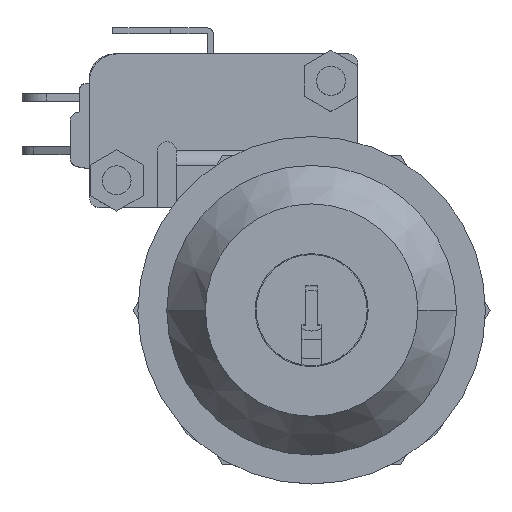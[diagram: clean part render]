
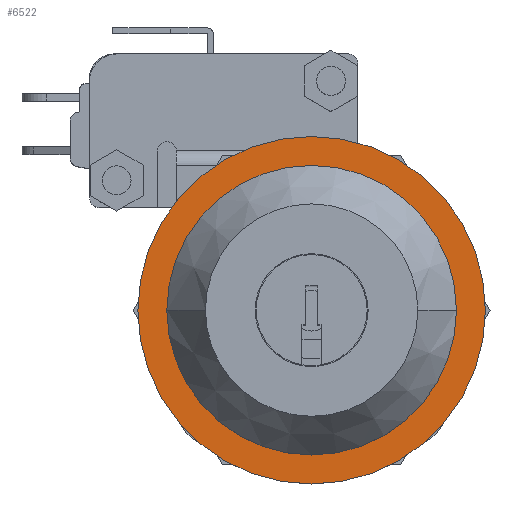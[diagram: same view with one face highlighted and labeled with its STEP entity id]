
A CAD part, top view. The second image highlights one B-rep face of the part: STEP entity #6522.
In plain terms, the highlighted planar face has unit normal (0, 0, 1).
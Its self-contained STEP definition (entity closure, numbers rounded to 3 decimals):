
#207 = CARTESIAN_POINT ( 'NONE',  ( 0., 0., 0.5 ) ) ;
#208 = DIRECTION ( 'NONE',  ( 0., 0., 1. ) ) ;
#209 = DIRECTION ( 'NONE',  ( 1., 0., 0. ) ) ;
#217 = CARTESIAN_POINT ( 'NONE',  ( 0., 0., 0.5 ) ) ;
#218 = DIRECTION ( 'NONE',  ( 0., 0., 1. ) ) ;
#219 = DIRECTION ( 'NONE',  ( 1., 0., 0. ) ) ;
#225 = CARTESIAN_POINT ( 'NONE',  ( 0., 0., 0.5 ) ) ;
#226 = DIRECTION ( 'NONE',  ( 0., 0., 1. ) ) ;
#227 = DIRECTION ( 'NONE',  ( 1., 0., 0. ) ) ;
#228 = CARTESIAN_POINT ( 'NONE',  ( 0., 0., 0.5 ) ) ;
#229 = DIRECTION ( 'NONE',  ( 0., 0., 1. ) ) ;
#230 = DIRECTION ( 'NONE',  ( 1., 0., 0. ) ) ;
#1431 = CIRCLE ( 'NONE', #1433, 13.25 ) ;
#1433 = AXIS2_PLACEMENT_3D ( 'NONE', #207, #208, #209 ) ;
#1434 = CIRCLE ( 'NONE', #1446, 13.25 ) ;
#1438 = CIRCLE ( 'NONE', #1440, 18. ) ;
#1440 = AXIS2_PLACEMENT_3D ( 'NONE', #217, #218, #219 ) ;
#1443 = CIRCLE ( 'NONE', #1445, 18. ) ;
#1445 = AXIS2_PLACEMENT_3D ( 'NONE', #225, #226, #227 ) ;
#1446 = AXIS2_PLACEMENT_3D ( 'NONE', #228, #229, #230 ) ;
#3093 = EDGE_CURVE ( 'NONE', #9668, #9667, #1431, .T. ) ;
#3097 = EDGE_CURVE ( 'NONE', #9671, #9672, #1438, .T. ) ;
#3100 = EDGE_CURVE ( 'NONE', #9672, #9671, #1443, .T. ) ;
#3101 = EDGE_CURVE ( 'NONE', #9667, #9668, #1434, .T. ) ;
#3789 = FACE_OUTER_BOUND ( 'NONE', #8428, .T. ) ;
#3790 = FACE_BOUND ( 'NONE', #8429, .T. ) ;
#5204 = PLANE ( 'NONE',  #6257 ) ;
#5205 = CARTESIAN_POINT ( 'NONE',  ( 0., 0., 0.5 ) ) ;
#5206 = DIRECTION ( 'NONE',  ( 0., 0., 1. ) ) ;
#5207 = DIRECTION ( 'NONE',  ( 1., 0., 0. ) ) ;
#6257 = AXIS2_PLACEMENT_3D ( 'NONE', #5205, #5206, #5207 ) ;
#6522 = ADVANCED_FACE ( 'NONE', ( #3789, #3790 ), #5204, .T. ) ;
#7183 = CARTESIAN_POINT ( 'NONE',  ( 13.25, 0., 0.5 ) ) ;
#7184 = CARTESIAN_POINT ( 'NONE',  ( -13.25, 0., 0.5 ) ) ;
#7187 = CARTESIAN_POINT ( 'NONE',  ( 18., 0., 0.5 ) ) ;
#7188 = CARTESIAN_POINT ( 'NONE',  ( -18., 0., 0.5 ) ) ;
#8428 = EDGE_LOOP ( 'NONE', ( #9178, #9181 ) ) ;
#8429 = EDGE_LOOP ( 'NONE', ( #9179, #9182 ) ) ;
#9178 = ORIENTED_EDGE ( 'NONE', *, *, #3100, .T. ) ;
#9179 = ORIENTED_EDGE ( 'NONE', *, *, #3093, .F. ) ;
#9181 = ORIENTED_EDGE ( 'NONE', *, *, #3097, .T. ) ;
#9182 = ORIENTED_EDGE ( 'NONE', *, *, #3101, .F. ) ;
#9667 = VERTEX_POINT ( 'NONE', #7183 ) ;
#9668 = VERTEX_POINT ( 'NONE', #7184 ) ;
#9671 = VERTEX_POINT ( 'NONE', #7187 ) ;
#9672 = VERTEX_POINT ( 'NONE', #7188 ) ;
